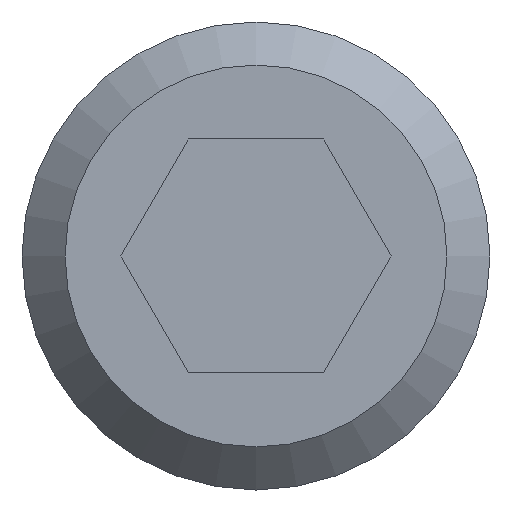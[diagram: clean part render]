
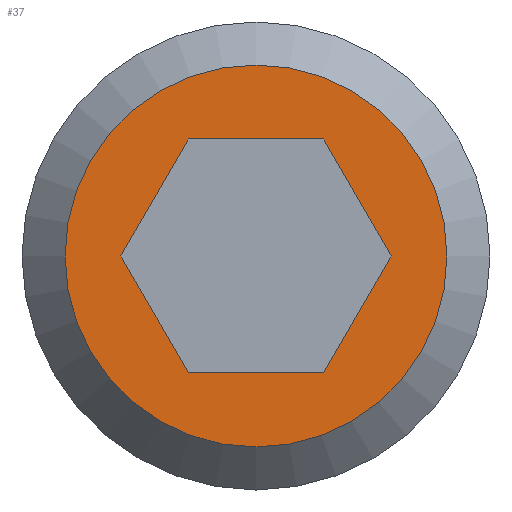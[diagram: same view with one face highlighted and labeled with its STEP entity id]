
A CAD part, left-side view. The second image highlights one B-rep face of the part: STEP entity #37.
In plain terms, the highlighted planar face has unit normal (-1, 0, 0).
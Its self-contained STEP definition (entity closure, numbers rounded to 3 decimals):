
#37 = ADVANCED_FACE( '', ( #80, #81 ), #82, .F. );
#80 = FACE_OUTER_BOUND( '', #132, .T. );
#81 = FACE_BOUND( '', #133, .T. );
#82 = PLANE( '', #134 );
#132 = EDGE_LOOP( '', ( #178 ) );
#133 = EDGE_LOOP( '', ( #179, #180, #181, #182, #183, #184 ) );
#134 = AXIS2_PLACEMENT_3D( '', #185, #186, #187 );
#178 = ORIENTED_EDGE( '', *, *, #277, .F. );
#179 = ORIENTED_EDGE( '', *, *, #278, .T. );
#180 = ORIENTED_EDGE( '', *, *, #279, .T. );
#181 = ORIENTED_EDGE( '', *, *, #280, .T. );
#182 = ORIENTED_EDGE( '', *, *, #281, .T. );
#183 = ORIENTED_EDGE( '', *, *, #282, .T. );
#184 = ORIENTED_EDGE( '', *, *, #283, .T. );
#185 = CARTESIAN_POINT( '', ( 0., 0., 0. ) );
#186 = DIRECTION( '', ( 1., 0., 0. ) );
#187 = DIRECTION( '', ( 0., 0., -1. ) );
#277 = EDGE_CURVE( '', #314, #314, #315, .T. );
#278 = EDGE_CURVE( '', #316, #317, #318, .T. );
#279 = EDGE_CURVE( '', #317, #319, #320, .T. );
#280 = EDGE_CURVE( '', #319, #321, #322, .T. );
#281 = EDGE_CURVE( '', #321, #323, #324, .T. );
#282 = EDGE_CURVE( '', #323, #325, #326, .T. );
#283 = EDGE_CURVE( '', #325, #316, #327, .T. );
#314 = VERTEX_POINT( '', #367 );
#315 = CIRCLE( '', #368, 4.08 );
#316 = VERTEX_POINT( '', #369 );
#317 = VERTEX_POINT( '', #370 );
#318 = LINE( '', #371, #372 );
#319 = VERTEX_POINT( '', #373 );
#320 = LINE( '', #374, #375 );
#321 = VERTEX_POINT( '', #376 );
#322 = LINE( '', #377, #378 );
#323 = VERTEX_POINT( '', #379 );
#324 = LINE( '', #380, #381 );
#325 = VERTEX_POINT( '', #382 );
#326 = LINE( '', #383, #384 );
#327 = LINE( '', #385, #386 );
#367 = CARTESIAN_POINT( '', ( 0., 0., -4.08 ) );
#368 = AXIS2_PLACEMENT_3D( '', #437, #438, #439 );
#369 = CARTESIAN_POINT( '', ( 0., 1.443, 2.5 ) );
#370 = CARTESIAN_POINT( '', ( 0., -1.443, 2.5 ) );
#371 = CARTESIAN_POINT( '', ( 0., 1.443, 2.5 ) );
#372 = VECTOR( '', #440, 1000. );
#373 = CARTESIAN_POINT( '', ( 0., -2.887, 0. ) );
#374 = CARTESIAN_POINT( '', ( 0., -1.443, 2.5 ) );
#375 = VECTOR( '', #441, 1000. );
#376 = CARTESIAN_POINT( '', ( 0., -1.443, -2.5 ) );
#377 = CARTESIAN_POINT( '', ( 0., -2.887, 0. ) );
#378 = VECTOR( '', #442, 1000. );
#379 = CARTESIAN_POINT( '', ( 0., 1.443, -2.5 ) );
#380 = CARTESIAN_POINT( '', ( 0., -1.443, -2.5 ) );
#381 = VECTOR( '', #443, 1000. );
#382 = CARTESIAN_POINT( '', ( 0., 2.887, 0. ) );
#383 = CARTESIAN_POINT( '', ( 0., 1.443, -2.5 ) );
#384 = VECTOR( '', #444, 1000. );
#385 = CARTESIAN_POINT( '', ( 0., 2.887, 0. ) );
#386 = VECTOR( '', #445, 1000. );
#437 = CARTESIAN_POINT( '', ( 0., 0., 0. ) );
#438 = DIRECTION( '', ( 1., 0., 0. ) );
#439 = DIRECTION( '', ( 0., 0., -1. ) );
#440 = DIRECTION( '', ( 0., -1., 0. ) );
#441 = DIRECTION( '', ( 0., -0.5, -0.866 ) );
#442 = DIRECTION( '', ( 0., 0.5, -0.866 ) );
#443 = DIRECTION( '', ( 0., 1., 0. ) );
#444 = DIRECTION( '', ( 0., 0.5, 0.866 ) );
#445 = DIRECTION( '', ( 0., -0.5, 0.866 ) );
